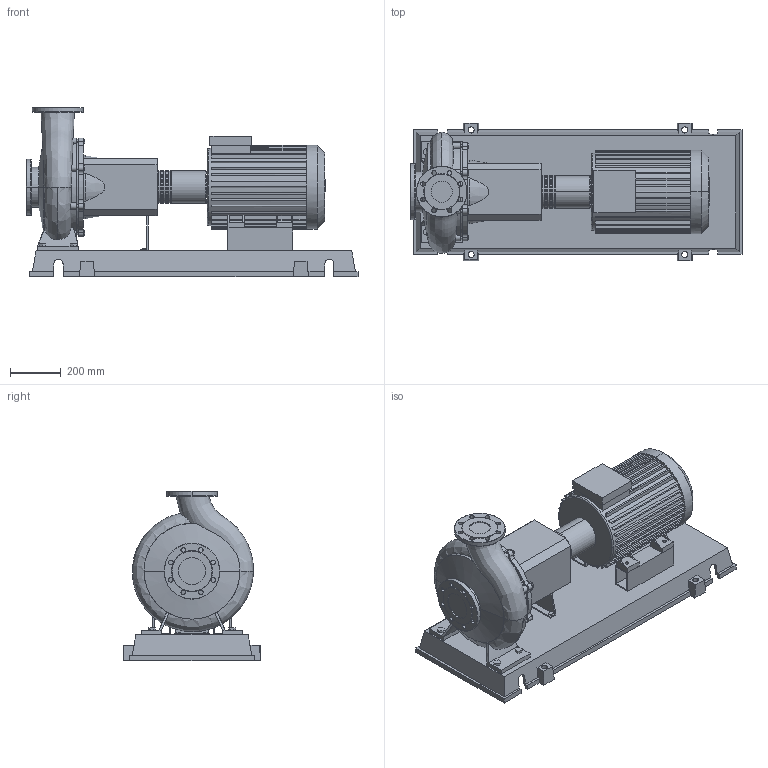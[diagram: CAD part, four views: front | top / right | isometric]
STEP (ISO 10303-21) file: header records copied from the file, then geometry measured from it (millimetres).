
FILE_DESCRIPTION((''),'2;1');
FILE_NAME('3d_NL80_315-11-4-05-4109288.stp','2015-03-03T07:54:38',(''),(''),'Mechanical Desktop 2009','Mechanical Desktop 2009',', , ');
FILE_SCHEMA(('CONFIG_CONTROL_DESIGN'));
Length unit declared in the file: millimetre
Products named in the file (1): Product
Bounding box: 1305 x 540 x 668 mm (x, y, z)
Volume: 91632473.6 mm3; surface area: 4701610.9 mm2
Topology: 13 solids, 13 shells, 863 faces, 2324 edges, 1529 vertices
Faces by surface type: plane 441, cylinder 229, bspline 165, cone 14, torus 14
Entity records: 31099 total; most frequent: CARTESIAN_POINT 9268, ORIENTED_EDGE 4650, DIRECTION 4357, EDGE_CURVE 2325, VERTEX_POINT 1528, VECTOR 1455, LINE 1455, AXIS2_PLACEMENT_3D 1451
